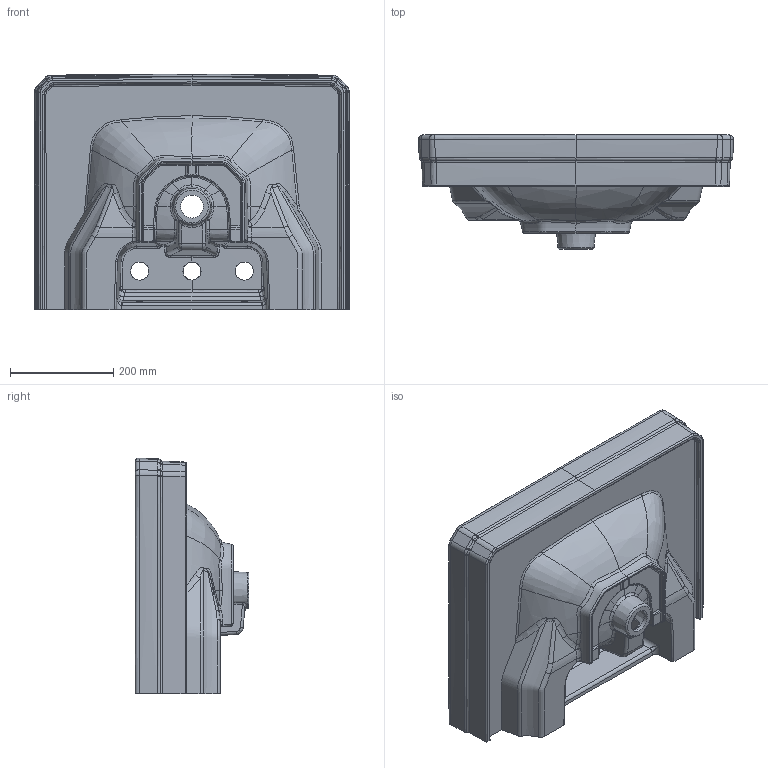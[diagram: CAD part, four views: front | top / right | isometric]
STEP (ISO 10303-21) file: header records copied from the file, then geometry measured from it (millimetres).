
FILE_DESCRIPTION(/* description */ (''),/* implementation_level */ '2;1');
FILE_NAME(/* name */ '1041.stp',/* time_stamp */ '2014-05-29T08:04:30+03:00',/* author */ (''),/* organization */ (''),/* preprocessor_version */ 'ST-DEVELOPER v15',/* originating_system */ 'SIEMENS PLM Software NX 8.5',/* authorisation */ '');
FILE_SCHEMA (('AP203_CONFIGURATION_CONTROLLED_3D_DESIGN_OF_MECHANICAL_PARTS_AND_ASSEMBLIES_MIM_LF { 1 0 10303 403 2 1 2}'));
Products named in the file (1): Cosk13284F10bj4o
Bounding box: 610.51 x 220.8 x 456.71 mm (x, y, z)
Volume: 8413473.1 mm3; surface area: 1644932.4 mm2
Topology: 1 solids, 2 shells, 743 faces, 1749 edges, 1007 vertices
Faces by surface type: bspline 556, cylinder 86, plane 59, sphere 18, torus 12, cone 10, extrusion 2
Entity records: 80407 total; most frequent: CARTESIAN_POINT 68307, ORIENTED_EDGE 3498, EDGE_CURVE 1749, B_SPLINE_CURVE_WITH_KNOTS 1050, DIRECTION 1048, VERTEX_POINT 1007, EDGE_LOOP 762, ADVANCED_FACE 743
